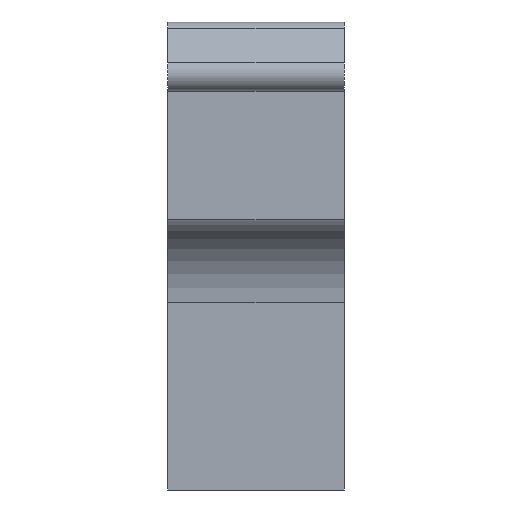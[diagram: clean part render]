
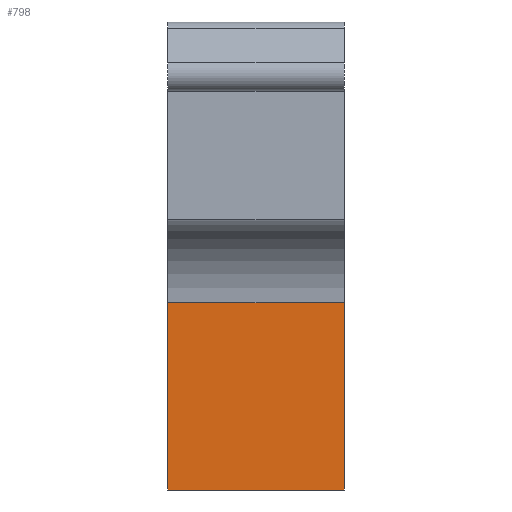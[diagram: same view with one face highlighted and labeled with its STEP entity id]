
A CAD part, front view. The second image highlights one B-rep face of the part: STEP entity #798.
In plain terms, the highlighted planar face has unit normal (0, -1, 0).
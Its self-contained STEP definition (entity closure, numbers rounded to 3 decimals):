
#15=PLANE('',#844);
#46=FACE_OUTER_BOUND('',#88,.T.);
#88=EDGE_LOOP('',(#549,#550,#551,#552));
#129=LINE('',#1143,#225);
#131=LINE('',#1149,#227);
#132=LINE('',#1151,#228);
#133=LINE('',#1152,#229);
#225=VECTOR('',#913,10.);
#227=VECTOR('',#919,10.);
#228=VECTOR('',#920,10.);
#229=VECTOR('',#921,10.);
#346=VERTEX_POINT('',#1140);
#347=VERTEX_POINT('',#1142);
#349=VERTEX_POINT('',#1148);
#350=VERTEX_POINT('',#1150);
#426=EDGE_CURVE('',#346,#347,#129,.T.);
#429=EDGE_CURVE('',#346,#349,#131,.T.);
#430=EDGE_CURVE('',#350,#349,#132,.T.);
#431=EDGE_CURVE('',#347,#350,#133,.T.);
#549=ORIENTED_EDGE('',*,*,#426,.F.);
#550=ORIENTED_EDGE('',*,*,#429,.T.);
#551=ORIENTED_EDGE('',*,*,#430,.F.);
#552=ORIENTED_EDGE('',*,*,#431,.F.);
#798=ADVANCED_FACE('',(#46),#15,.T.);
#844=AXIS2_PLACEMENT_3D('',#1147,#917,#918);
#913=DIRECTION('',(1.,0.,0.));
#917=DIRECTION('center_axis',(0.,-1.,0.));
#918=DIRECTION('ref_axis',(-1.,0.,0.));
#919=DIRECTION('',(0.,0.,-1.));
#920=DIRECTION('',(-1.,0.,0.));
#921=DIRECTION('',(0.,0.,-1.));
#1140=CARTESIAN_POINT('',(0.,20.1,49.525));
#1142=CARTESIAN_POINT('',(8.5,20.1,49.525));
#1143=CARTESIAN_POINT('',(9.25,20.1,49.525));
#1147=CARTESIAN_POINT('Origin',(8.5,20.1,53.525));
#1148=CARTESIAN_POINT('',(0.,20.1,40.525));
#1149=CARTESIAN_POINT('',(0.,20.1,53.525));
#1150=CARTESIAN_POINT('',(8.5,20.1,40.525));
#1151=CARTESIAN_POINT('',(8.5,20.1,40.525));
#1152=CARTESIAN_POINT('',(8.5,20.1,53.525));
